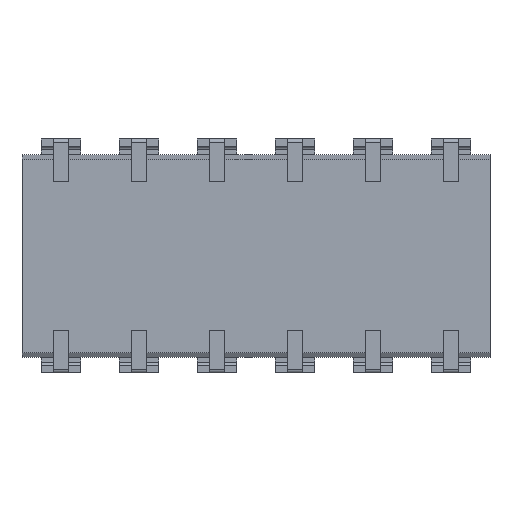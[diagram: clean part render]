
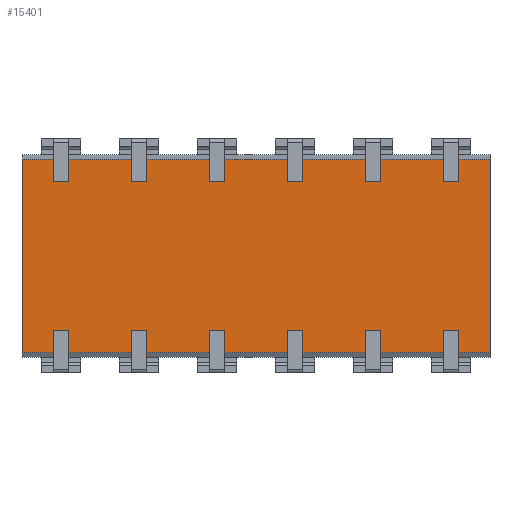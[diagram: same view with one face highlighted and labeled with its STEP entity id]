
A CAD part, front view. The second image highlights one B-rep face of the part: STEP entity #15401.
In plain terms, the highlighted planar face has unit normal (0, -1, 0).
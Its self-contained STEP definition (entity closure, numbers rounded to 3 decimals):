
#889 = VERTEX_POINT ( 'NONE', #15919 ) ;
#2029 = CARTESIAN_POINT ( 'NONE',  ( 15.24, 0., -0.15 ) ) ;
#2511 = CARTESIAN_POINT ( 'NONE',  ( 0., 0., -6.6 ) ) ;
#4106 = FACE_OUTER_BOUND ( 'NONE', #15542, .T. ) ;
#5365 = VECTOR ( 'NONE', #19032, 1000. ) ;
#6025 = AXIS2_PLACEMENT_3D ( 'NONE', #8960, #8870, #10488 ) ;
#6696 = EDGE_CURVE ( 'NONE', #889, #12225, #20040, .T. ) ;
#6922 = VECTOR ( 'NONE', #10499, 1000. ) ;
#7137 = ORIENTED_EDGE ( 'NONE', *, *, #11942, .F. ) ;
#7592 = LINE ( 'NONE', #17078, #5365 ) ;
#8870 = DIRECTION ( 'NONE',  ( 0., -1., 0. ) ) ;
#8960 = CARTESIAN_POINT ( 'NONE',  ( 15.24, 0., -6.6 ) ) ;
#9694 = CARTESIAN_POINT ( 'NONE',  ( 0., 0., -0.15 ) ) ;
#10113 = EDGE_CURVE ( 'NONE', #12225, #14195, #11830, .T. ) ;
#10198 = CARTESIAN_POINT ( 'NONE',  ( 15.24, 0., -6.6 ) ) ;
#10358 = LINE ( 'NONE', #2511, #20374 ) ;
#10488 = DIRECTION ( 'NONE',  ( 1., 0., 0. ) ) ;
#10499 = DIRECTION ( 'NONE',  ( 0., 0., 1. ) ) ;
#11830 = LINE ( 'NONE', #10198, #6922 ) ;
#11942 = EDGE_CURVE ( 'NONE', #889, #19939, #10358, .T. ) ;
#12225 = VERTEX_POINT ( 'NONE', #17302 ) ;
#14195 = VERTEX_POINT ( 'NONE', #2029 ) ;
#14996 = DIRECTION ( 'NONE',  ( 0., 0., 1. ) ) ;
#15170 = DIRECTION ( 'NONE',  ( 1., 0., 0. ) ) ;
#15322 = PLANE ( 'NONE',  #6025 ) ;
#15401 = ADVANCED_FACE ( 'NONE', ( #4106 ), #15322, .T. ) ;
#15452 = EDGE_CURVE ( 'NONE', #14195, #19939, #7592, .T. ) ;
#15542 = EDGE_LOOP ( 'NONE', ( #7137, #19238, #18069, #15944 ) ) ;
#15919 = CARTESIAN_POINT ( 'NONE',  ( 0., 0., -6.45 ) ) ;
#15944 = ORIENTED_EDGE ( 'NONE', *, *, #15452, .T. ) ;
#16498 = CARTESIAN_POINT ( 'NONE',  ( 15.24, 0., -6.45 ) ) ;
#17078 = CARTESIAN_POINT ( 'NONE',  ( 0., 0., -0.15 ) ) ;
#17302 = CARTESIAN_POINT ( 'NONE',  ( 15.24, 0., -6.45 ) ) ;
#18069 = ORIENTED_EDGE ( 'NONE', *, *, #10113, .T. ) ;
#18241 = VECTOR ( 'NONE', #15170, 1000. ) ;
#19032 = DIRECTION ( 'NONE',  ( -1., 0., 0. ) ) ;
#19238 = ORIENTED_EDGE ( 'NONE', *, *, #6696, .T. ) ;
#19939 = VERTEX_POINT ( 'NONE', #9694 ) ;
#20040 = LINE ( 'NONE', #16498, #18241 ) ;
#20374 = VECTOR ( 'NONE', #14996, 1000. ) ;
